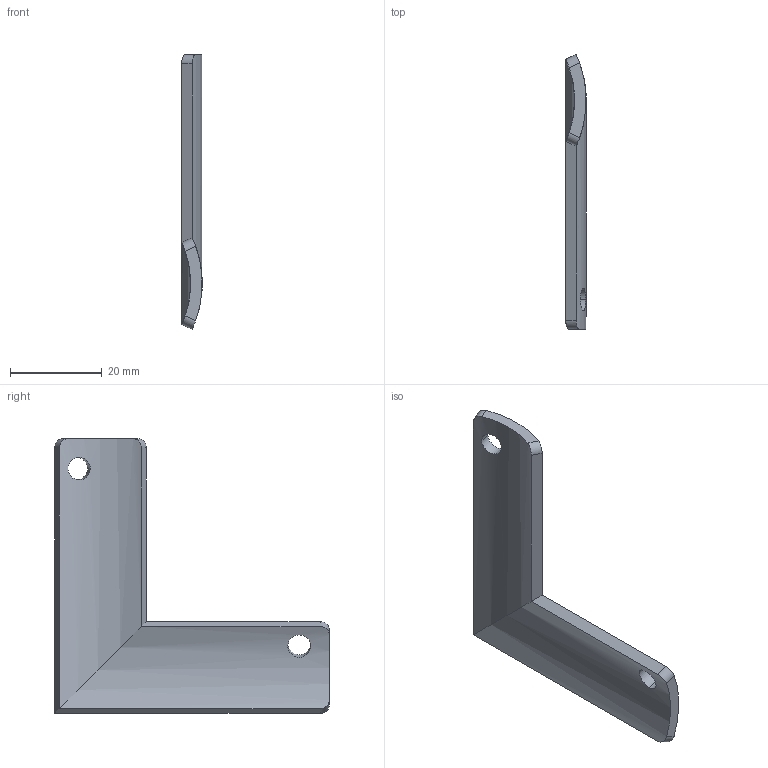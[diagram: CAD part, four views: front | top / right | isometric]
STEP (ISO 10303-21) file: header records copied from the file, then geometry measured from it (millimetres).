
FILE_DESCRIPTION (( 'STEP AP203' ), '1' );
FILE_NAME ('3D_GC2182_42.4_188685440.STEP', '2024-10-02T08:19:34', ( '' ), ( '' ), 'SwSTEP 2.0', 'SolidWorks 2024', '' );
FILE_SCHEMA (( 'CONFIG_CONTROL_DESIGN' ));
Length unit declared in the file: millimetre
Products named in the file (1): 3D_GC2182_42.4_188685440
Bounding box: 4.48 x 60 x 60 mm (x, y, z)
Volume: 4782.5 mm3; surface area: 4494 mm2
Topology: 1 solids, 1 shells, 18 faces, 44 edges, 28 vertices
Faces by surface type: cylinder 12, plane 6
Entity records: 933 total; most frequent: CARTESIAN_POINT 457, ORIENTED_EDGE 88, DIRECTION 68, EDGE_CURVE 44, VERTEX_POINT 28, AXIS2_PLACEMENT_3D 23, EDGE_LOOP 22, LINE 22
